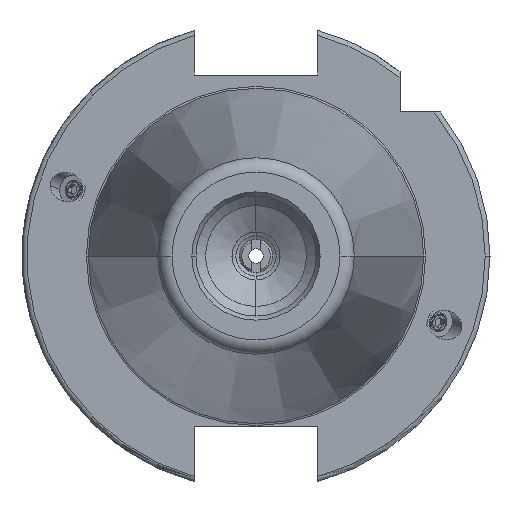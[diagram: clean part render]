
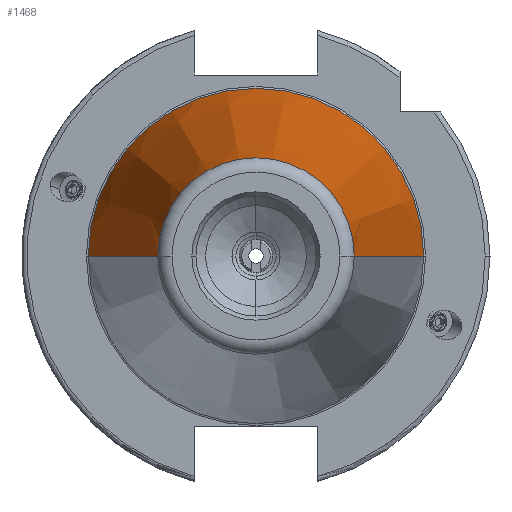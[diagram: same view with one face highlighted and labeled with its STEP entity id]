
A CAD part, left-side view. The second image highlights one B-rep face of the part: STEP entity #1468.
In plain terms, the highlighted conical face has half-angle 8.297 degrees and reference radius 34.925 mm.
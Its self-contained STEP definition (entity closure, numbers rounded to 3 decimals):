
#78 = CARTESIAN_POINT ( 'NONE',  ( 0., 34.925, 0. ) ) ;
#146 = LINE ( 'NONE', #2501, #359 ) ;
#344 = AXIS2_PLACEMENT_3D ( 'NONE', #868, #3255, #5653 ) ;
#359 = VECTOR ( 'NONE', #2997, 1000. ) ;
#363 = LINE ( 'NONE', #6286, #7490 ) ;
#381 = ORIENTED_EDGE ( 'NONE', *, *, #2452, .F. ) ;
#475 = CARTESIAN_POINT ( 'NONE',  ( 0., -34.925, 0. ) ) ;
#489 = ORIENTED_EDGE ( 'NONE', *, *, #6078, .F. ) ;
#580 = VERTEX_POINT ( 'NONE', #78 ) ;
#738 = AXIS2_PLACEMENT_3D ( 'NONE', #3881, #1090, #5691 ) ;
#868 = CARTESIAN_POINT ( 'NONE',  ( 0., 0., 0. ) ) ;
#1090 = DIRECTION ( 'NONE',  ( -1., 0., 0. ) ) ;
#1404 = CARTESIAN_POINT ( 'NONE',  ( -99.183, 20.461, 0. ) ) ;
#1468 = ADVANCED_FACE ( 'NONE', ( #2629 ), #4419, .T. ) ;
#1535 = VERTEX_POINT ( 'NONE', #1404 ) ;
#2135 = DIRECTION ( 'NONE',  ( 0., -1., 0. ) ) ;
#2253 = CARTESIAN_POINT ( 'NONE',  ( -99.183, 0., 0. ) ) ;
#2333 = CARTESIAN_POINT ( 'NONE',  ( -99.183, -20.461, 0. ) ) ;
#2452 = EDGE_CURVE ( 'NONE', #5438, #1535, #5227, .T. ) ;
#2501 = CARTESIAN_POINT ( 'NONE',  ( 0., 34.925, 0. ) ) ;
#2629 = FACE_OUTER_BOUND ( 'NONE', #5943, .T. ) ;
#2997 = DIRECTION ( 'NONE',  ( 0.99, 0.144, 0. ) ) ;
#3255 = DIRECTION ( 'NONE',  ( 1., 0., 0. ) ) ;
#3881 = CARTESIAN_POINT ( 'NONE',  ( 0., 0., 0. ) ) ;
#4186 = ORIENTED_EDGE ( 'NONE', *, *, #4467, .T. ) ;
#4419 = CONICAL_SURFACE ( 'NONE', #344, 34.925, 0.145 ) ;
#4467 = EDGE_CURVE ( 'NONE', #5438, #4986, #363, .T. ) ;
#4756 = ORIENTED_EDGE ( 'NONE', *, *, #6414, .T. ) ;
#4986 = VERTEX_POINT ( 'NONE', #475 ) ;
#5029 = DIRECTION ( 'NONE',  ( 0.99, -0.144, 0. ) ) ;
#5227 = CIRCLE ( 'NONE', #6222, 20.461 ) ;
#5438 = VERTEX_POINT ( 'NONE', #2333 ) ;
#5653 = DIRECTION ( 'NONE',  ( 0., 1., 0. ) ) ;
#5691 = DIRECTION ( 'NONE',  ( 0., -1., 0. ) ) ;
#5943 = EDGE_LOOP ( 'NONE', ( #381, #4186, #4756, #489 ) ) ;
#6078 = EDGE_CURVE ( 'NONE', #1535, #580, #146, .T. ) ;
#6222 = AXIS2_PLACEMENT_3D ( 'NONE', #2253, #7456, #2135 ) ;
#6286 = CARTESIAN_POINT ( 'NONE',  ( 0., -34.925, 0. ) ) ;
#6414 = EDGE_CURVE ( 'NONE', #4986, #580, #6709, .T. ) ;
#6709 = CIRCLE ( 'NONE', #738, 34.925 ) ;
#7456 = DIRECTION ( 'NONE',  ( -1., 0., 0. ) ) ;
#7490 = VECTOR ( 'NONE', #5029, 1000. ) ;
